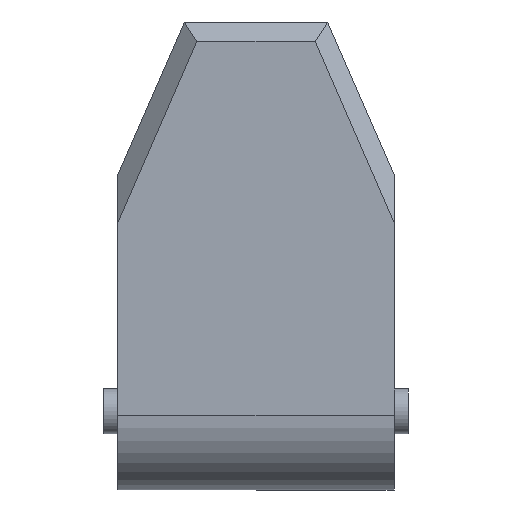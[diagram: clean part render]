
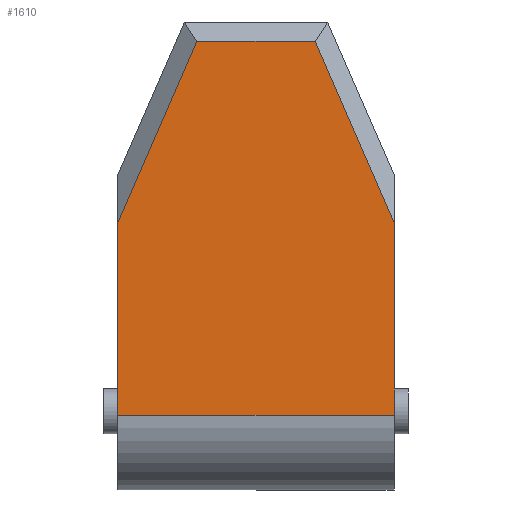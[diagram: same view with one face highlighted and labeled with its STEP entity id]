
A CAD part, front view. The second image highlights one B-rep face of the part: STEP entity #1610.
In plain terms, the highlighted planar face has unit normal (0, -1, 0).
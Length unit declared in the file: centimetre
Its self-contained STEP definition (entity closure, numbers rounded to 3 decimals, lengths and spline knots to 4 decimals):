
#159=VERTEX_POINT('',#2109);
#162=VERTEX_POINT('',#2114);
#163=VERTEX_POINT('',#2118);
#166=VERTEX_POINT('',#2125);
#167=VERTEX_POINT('',#2130);
#168=VERTEX_POINT('',#2132);
#318=VECTOR('',#1797,1.);
#319=VECTOR('',#1799,1.);
#323=VECTOR('',#1804,1.);
#325=VECTOR('',#1807,1.);
#326=VECTOR('',#1808,1.);
#327=VECTOR('',#1809,1.);
#512=LINE('',#2115,#318);
#513=LINE('',#2117,#319);
#517=LINE('',#2126,#323);
#519=LINE('',#2129,#325);
#520=LINE('',#2131,#326);
#521=LINE('',#2133,#327);
#706=EDGE_CURVE('',#162,#159,#512,.T.);
#707=EDGE_CURVE('',#163,#162,#513,.T.);
#711=EDGE_CURVE('',#166,#163,#517,.T.);
#713=EDGE_CURVE('',#166,#167,#519,.T.);
#714=EDGE_CURVE('',#168,#167,#520,.T.);
#715=EDGE_CURVE('',#168,#159,#521,.T.);
#947=ORIENTED_EDGE('',*,*,#706,.F.);
#948=ORIENTED_EDGE('',*,*,#707,.F.);
#949=ORIENTED_EDGE('',*,*,#711,.F.);
#950=ORIENTED_EDGE('',*,*,#713,.T.);
#951=ORIENTED_EDGE('',*,*,#714,.F.);
#952=ORIENTED_EDGE('',*,*,#715,.T.);
#1402=EDGE_LOOP('',(#947,#948,#949,#950,#951,#952));
#1506=FACE_BOUND('',#1402,.T.);
#1610=ADVANCED_FACE('',(#1506),#2675,.F.);
#1701=AXIS2_PLACEMENT_3D('',#2128,#1806,$);
#1797=DIRECTION('',(0.399,0.,-0.917));
#1799=DIRECTION('',(1.,0.,0.));
#1804=DIRECTION('',(0.399,0.,0.917));
#1806=DIRECTION('',(0.,1.,0.));
#1807=DIRECTION('',(0.,0.,-1.));
#1808=DIRECTION('',(-1.,0.,0.));
#1809=DIRECTION('',(0.,0.,1.));
#2109=CARTESIAN_POINT('',(1.475,0.,1.4305));
#2114=CARTESIAN_POINT('',(1.0536,0.,2.3984));
#2115=CARTESIAN_POINT('',(1.3329,0.,1.7569));
#2117=CARTESIAN_POINT('',(0.7375,0.,2.3984));
#2118=CARTESIAN_POINT('',(0.4214,0.,2.3984));
#2125=CARTESIAN_POINT('',(0.,0.,1.4305));
#2126=CARTESIAN_POINT('',(0.1421,0.,1.7569));
#2128=CARTESIAN_POINT('',(0.7375,0.,1.1468));
#2129=CARTESIAN_POINT('',(0.,0.,1.685));
#2130=CARTESIAN_POINT('',(0.,0.,0.4));
#2131=CARTESIAN_POINT('',(0.7375,0.,0.4));
#2132=CARTESIAN_POINT('',(1.475,0.,0.4));
#2133=CARTESIAN_POINT('',(1.475,0.,0.));
#2675=PLANE('',#1701);
